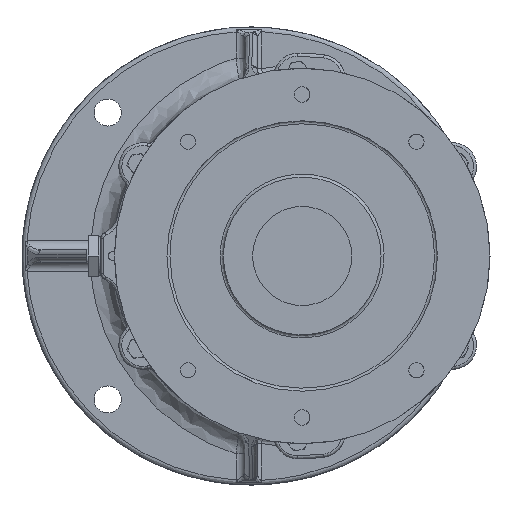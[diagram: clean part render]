
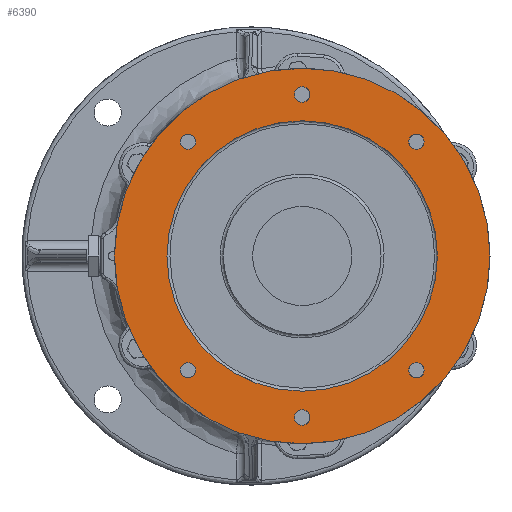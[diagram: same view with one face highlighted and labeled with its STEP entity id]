
A CAD part, left-side view. The second image highlights one B-rep face of the part: STEP entity #6390.
In plain terms, the highlighted planar face has unit normal (-1, 0, 0).
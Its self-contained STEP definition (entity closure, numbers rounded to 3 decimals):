
#484 = AXIS2_PLACEMENT_3D ( 'NONE', #35066, #21196, #31341 ) ;
#580 = CARTESIAN_POINT ( 'NONE',  ( -118., -3., -107.5 ) ) ;
#1164 = CIRCLE ( 'NONE', #484, 90. ) ;
#1978 = EDGE_LOOP ( 'NONE', ( #42775 ) ) ;
#2453 = CARTESIAN_POINT ( 'NONE',  ( -118., 73.014, -76.014 ) ) ;
#2795 = VERTEX_POINT ( 'NONE', #7325 ) ;
#3380 = CARTESIAN_POINT ( 'NONE',  ( -118., -79.014, 76.014 ) ) ;
#4162 = DIRECTION ( 'NONE',  ( 0., 1., 0. ) ) ;
#4241 = VERTEX_POINT ( 'NONE', #34013 ) ;
#5054 = AXIS2_PLACEMENT_3D ( 'NONE', #37550, #13983, #30530 ) ;
#5259 = FACE_BOUND ( 'NONE', #33712, .T. ) ;
#5470 = DIRECTION ( 'NONE',  ( -1., 0., 0. ) ) ;
#5483 = EDGE_CURVE ( 'NONE', #17564, #17564, #33976, .T. ) ;
#5683 = EDGE_LOOP ( 'NONE', ( #16959 ) ) ;
#6390 = ADVANCED_FACE ( 'NONE', ( #24447, #8567, #15161, #28620, #21792, #5259, #7686, #24666 ), #38095, .T. ) ;
#6788 = EDGE_CURVE ( 'NONE', #31455, #31455, #38826, .T. ) ;
#7325 = CARTESIAN_POINT ( 'NONE',  ( -118., 78.114, -76.014 ) ) ;
#7534 = CARTESIAN_POINT ( 'NONE',  ( -118., -73.914, 76.014 ) ) ;
#7686 = FACE_BOUND ( 'NONE', #32105, .T. ) ;
#7995 = ORIENTED_EDGE ( 'NONE', *, *, #23444, .T. ) ;
#8337 = DIRECTION ( 'NONE',  ( 1., 0., 0. ) ) ;
#8567 = FACE_BOUND ( 'NONE', #1978, .T. ) ;
#8643 = AXIS2_PLACEMENT_3D ( 'NONE', #10977, #8337, #4162 ) ;
#8744 = VERTEX_POINT ( 'NONE', #26144 ) ;
#9197 = EDGE_CURVE ( 'NONE', #18215, #18215, #18614, .T. ) ;
#10146 = AXIS2_PLACEMENT_3D ( 'NONE', #21190, #37929, #37710 ) ;
#10977 = CARTESIAN_POINT ( 'NONE',  ( -118., -3., 107.5 ) ) ;
#11162 = EDGE_LOOP ( 'NONE', ( #7995 ) ) ;
#11546 = EDGE_CURVE ( 'NONE', #8744, #8744, #29349, .T. ) ;
#12615 = DIRECTION ( 'NONE',  ( -1., 0., 0. ) ) ;
#13983 = DIRECTION ( 'NONE',  ( 1., 0., 0. ) ) ;
#14035 = CARTESIAN_POINT ( 'NONE',  ( -118., 2.1, 107.5 ) ) ;
#14238 = ORIENTED_EDGE ( 'NONE', *, *, #21750, .T. ) ;
#14459 = CARTESIAN_POINT ( 'NONE',  ( -118., 78.114, 76.014 ) ) ;
#15161 = FACE_BOUND ( 'NONE', #23659, .T. ) ;
#15227 = VERTEX_POINT ( 'NONE', #24943 ) ;
#15863 = DIRECTION ( 'NONE',  ( 1., 0., 0. ) ) ;
#16959 = ORIENTED_EDGE ( 'NONE', *, *, #31190, .T. ) ;
#17564 = VERTEX_POINT ( 'NONE', #14035 ) ;
#18215 = VERTEX_POINT ( 'NONE', #31669 ) ;
#18614 = CIRCLE ( 'NONE', #10146, 5.1 ) ;
#18978 = AXIS2_PLACEMENT_3D ( 'NONE', #32698, #12615, #35315 ) ;
#18983 = EDGE_LOOP ( 'NONE', ( #35011 ) ) ;
#19351 = CARTESIAN_POINT ( 'NONE',  ( -118., -128., 0. ) ) ;
#19910 = DIRECTION ( 'NONE',  ( 1., 0., 0. ) ) ;
#21190 = CARTESIAN_POINT ( 'NONE',  ( -118., -79.014, -76.014 ) ) ;
#21196 = DIRECTION ( 'NONE',  ( 1., 0., 0. ) ) ;
#21259 = DIRECTION ( 'NONE',  ( 0., 1., 0. ) ) ;
#21750 = EDGE_CURVE ( 'NONE', #2795, #2795, #28581, .T. ) ;
#21792 = FACE_BOUND ( 'NONE', #11162, .T. ) ;
#22494 = EDGE_CURVE ( 'NONE', #4241, #4241, #1164, .T. ) ;
#23444 = EDGE_CURVE ( 'NONE', #24298, #24298, #40490, .T. ) ;
#23659 = EDGE_LOOP ( 'NONE', ( #14238 ) ) ;
#23793 = DIRECTION ( 'NONE',  ( 0., 1., 0. ) ) ;
#24298 = VERTEX_POINT ( 'NONE', #7534 ) ;
#24447 = FACE_OUTER_BOUND ( 'NONE', #5683, .T. ) ;
#24666 = FACE_BOUND ( 'NONE', #25952, .T. ) ;
#24943 = CARTESIAN_POINT ( 'NONE',  ( -118., -128., 0. ) ) ;
#25952 = EDGE_LOOP ( 'NONE', ( #30750 ) ) ;
#26144 = CARTESIAN_POINT ( 'NONE',  ( -118., 2.1, -107.5 ) ) ;
#26165 = AXIS2_PLACEMENT_3D ( 'NONE', #19351, #5470, #36533 ) ;
#28581 = CIRCLE ( 'NONE', #30701, 5.1 ) ;
#28620 = FACE_BOUND ( 'NONE', #18983, .T. ) ;
#28625 = ORIENTED_EDGE ( 'NONE', *, *, #5483, .T. ) ;
#29349 = CIRCLE ( 'NONE', #34965, 5.1 ) ;
#30530 = DIRECTION ( 'NONE',  ( 0., 1., 0. ) ) ;
#30701 = AXIS2_PLACEMENT_3D ( 'NONE', #2453, #15863, #23793 ) ;
#30750 = ORIENTED_EDGE ( 'NONE', *, *, #11546, .T. ) ;
#31190 = EDGE_CURVE ( 'NONE', #15227, #15227, #37966, .T. ) ;
#31341 = DIRECTION ( 'NONE',  ( 0., -1., 0. ) ) ;
#31455 = VERTEX_POINT ( 'NONE', #14459 ) ;
#31669 = CARTESIAN_POINT ( 'NONE',  ( -118., -73.914, -76.014 ) ) ;
#32105 = EDGE_LOOP ( 'NONE', ( #28625 ) ) ;
#32698 = CARTESIAN_POINT ( 'NONE',  ( -118., -3., 0. ) ) ;
#33367 = DIRECTION ( 'NONE',  ( 0., 1., 0. ) ) ;
#33712 = EDGE_LOOP ( 'NONE', ( #39259 ) ) ;
#33976 = CIRCLE ( 'NONE', #8643, 5.1 ) ;
#34013 = CARTESIAN_POINT ( 'NONE',  ( -118., -93., 0. ) ) ;
#34965 = AXIS2_PLACEMENT_3D ( 'NONE', #580, #37783, #21259 ) ;
#35011 = ORIENTED_EDGE ( 'NONE', *, *, #6788, .T. ) ;
#35066 = CARTESIAN_POINT ( 'NONE',  ( -118., -3., 0. ) ) ;
#35315 = DIRECTION ( 'NONE',  ( 0., -1., 0. ) ) ;
#36533 = DIRECTION ( 'NONE',  ( 0., -1., 0. ) ) ;
#37550 = CARTESIAN_POINT ( 'NONE',  ( -118., 73.014, 76.014 ) ) ;
#37710 = DIRECTION ( 'NONE',  ( 0., 1., 0. ) ) ;
#37783 = DIRECTION ( 'NONE',  ( 1., 0., 0. ) ) ;
#37929 = DIRECTION ( 'NONE',  ( 1., 0., 0. ) ) ;
#37966 = CIRCLE ( 'NONE', #18978, 125. ) ;
#38095 = PLANE ( 'NONE',  #26165 ) ;
#38826 = CIRCLE ( 'NONE', #5054, 5.1 ) ;
#39259 = ORIENTED_EDGE ( 'NONE', *, *, #9197, .T. ) ;
#40490 = CIRCLE ( 'NONE', #41912, 5.1 ) ;
#41912 = AXIS2_PLACEMENT_3D ( 'NONE', #3380, #19910, #33367 ) ;
#42775 = ORIENTED_EDGE ( 'NONE', *, *, #22494, .T. ) ;
